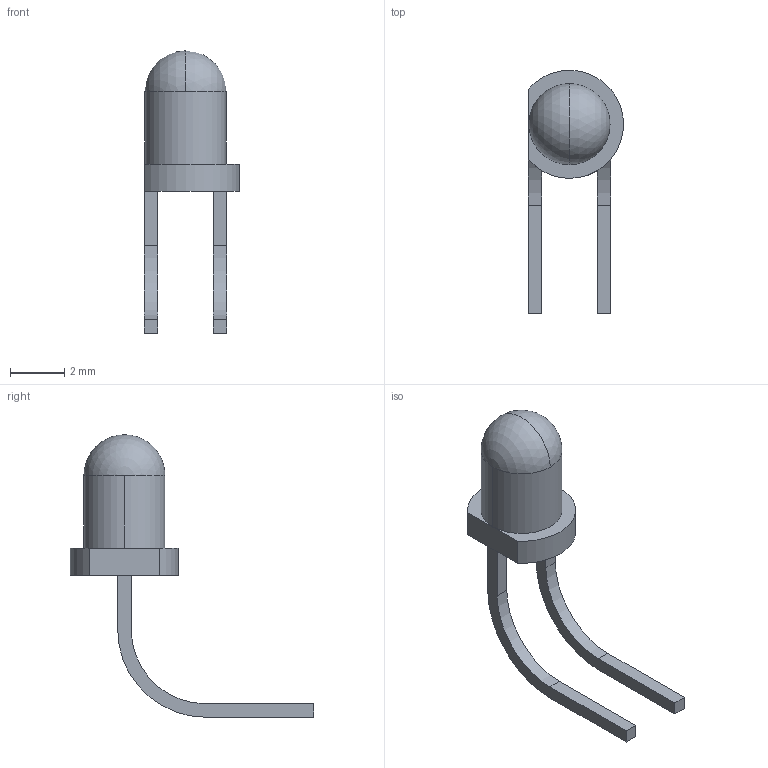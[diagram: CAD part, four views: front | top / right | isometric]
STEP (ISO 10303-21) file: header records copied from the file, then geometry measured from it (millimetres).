
FILE_DESCRIPTION (( 'STEP AP214' ), '1' );
FILE_NAME ('User Library-LH2040_right angle.STEP', '2014-03-14T14:41:27', ( 'Windows User' ), ( '' ), 'SwSTEP 2.0', 'SolidWorks 2014', '' );
FILE_SCHEMA (( 'AUTOMOTIVE_DESIGN' ));
Length unit declared in the file: millimetre
Products named in the file (1): User Library-LH2040_right angle
Bounding box: 3.52 x 9 x 10.45 mm (x, y, z)
Volume: 43.2 mm3; surface area: 112.1 mm2
Topology: 3 solids, 3 shells, 28 faces, 66 edges, 43 vertices
Faces by surface type: plane 19, cylinder 7, sphere 2
Entity records: 1154 total; most frequent: DIRECTION 140, CARTESIAN_POINT 136, ORIENTED_EDGE 128, EDGE_CURVE 64, AXIS2_PLACEMENT_3D 47, LINE 46, VECTOR 46, VERTEX_POINT 43
